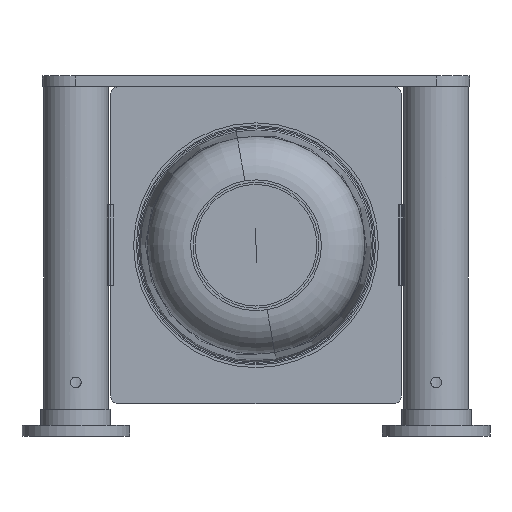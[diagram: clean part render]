
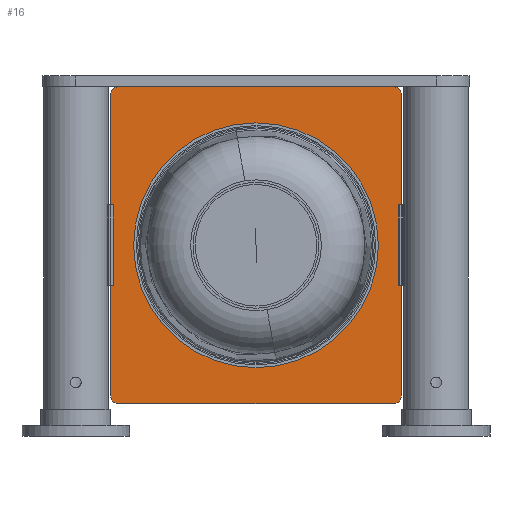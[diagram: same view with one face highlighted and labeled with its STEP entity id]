
A CAD part, front view. The second image highlights one B-rep face of the part: STEP entity #16.
In plain terms, the highlighted planar face has unit normal (0, -1, 0).
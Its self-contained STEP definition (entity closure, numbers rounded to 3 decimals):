
#16 = ADVANCED_FACE ( 'NONE', ( #8065, #1579 ), #5225, .T. ) ;
#121 = DIRECTION ( 'NONE',  ( -1., 0., 0. ) ) ;
#223 = DIRECTION ( 'NONE',  ( -1., 0., 0. ) ) ;
#301 = CARTESIAN_POINT ( 'NONE',  ( -54., 3.5, 117. ) ) ;
#353 = CARTESIAN_POINT ( 'NONE',  ( 53., 3.5, 76. ) ) ;
#550 = EDGE_CURVE ( 'NONE', #1238, #3884, #6464, .T. ) ;
#641 = CARTESIAN_POINT ( 'NONE',  ( 44.5, 3.5, 61. ) ) ;
#731 = CARTESIAN_POINT ( 'NONE',  ( -54., 3.5, 117. ) ) ;
#735 = VERTEX_POINT ( 'NONE', #641 ) ;
#736 = AXIS2_PLACEMENT_3D ( 'NONE', #7759, #2123, #2691 ) ;
#798 = VERTEX_POINT ( 'NONE', #882 ) ;
#799 = CARTESIAN_POINT ( 'NONE',  ( -54., 3.5, 46. ) ) ;
#882 = CARTESIAN_POINT ( 'NONE',  ( 53., 3.5, 46. ) ) ;
#900 = DIRECTION ( 'NONE',  ( 1., 0., 0. ) ) ;
#998 = CIRCLE ( 'NONE', #3267, 3. ) ;
#1021 = LINE ( 'NONE', #6658, #1619 ) ;
#1063 = CARTESIAN_POINT ( 'NONE',  ( -51., 3.5, 120. ) ) ;
#1200 = VECTOR ( 'NONE', #900, 1000. ) ;
#1238 = VERTEX_POINT ( 'NONE', #3533 ) ;
#1413 = CARTESIAN_POINT ( 'NONE',  ( 51., 3.5, 117. ) ) ;
#1439 = VECTOR ( 'NONE', #5754, 1000. ) ;
#1484 = EDGE_CURVE ( 'NONE', #2766, #6495, #7645, .T. ) ;
#1579 = FACE_BOUND ( 'NONE', #9302, .T. ) ;
#1598 = LINE ( 'NONE', #4337, #7647 ) ;
#1619 = VECTOR ( 'NONE', #6132, 1000. ) ;
#1624 = ORIENTED_EDGE ( 'NONE', *, *, #5035, .F. ) ;
#1654 = CIRCLE ( 'NONE', #736, 44.5 ) ;
#1689 = CARTESIAN_POINT ( 'NONE',  ( 54., 3.5, 76. ) ) ;
#1791 = VERTEX_POINT ( 'NONE', #2061 ) ;
#1799 = DIRECTION ( 'NONE',  ( 0., 1., 0. ) ) ;
#1817 = CARTESIAN_POINT ( 'NONE',  ( 54., 3.5, 117. ) ) ;
#1950 = ORIENTED_EDGE ( 'NONE', *, *, #550, .F. ) ;
#1986 = CARTESIAN_POINT ( 'NONE',  ( -51., 3.5, 117. ) ) ;
#2061 = CARTESIAN_POINT ( 'NONE',  ( -51., 3.5, 2. ) ) ;
#2120 = LINE ( 'NONE', #6611, #1439 ) ;
#2123 = DIRECTION ( 'NONE',  ( 0., 1., 0. ) ) ;
#2391 = LINE ( 'NONE', #301, #6134 ) ;
#2430 = ORIENTED_EDGE ( 'NONE', *, *, #5994, .F. ) ;
#2451 = ORIENTED_EDGE ( 'NONE', *, *, #5534, .F. ) ;
#2535 = VERTEX_POINT ( 'NONE', #3920 ) ;
#2660 = DIRECTION ( 'NONE',  ( 0., 1., 0. ) ) ;
#2691 = DIRECTION ( 'NONE',  ( -1., 0., 0. ) ) ;
#2733 = DIRECTION ( 'NONE',  ( -1., 0., 0. ) ) ;
#2766 = VERTEX_POINT ( 'NONE', #4244 ) ;
#2780 = DIRECTION ( 'NONE',  ( 0., 0., -1. ) ) ;
#2870 = DIRECTION ( 'NONE',  ( -1., 0., 0. ) ) ;
#2873 = CARTESIAN_POINT ( 'NONE',  ( 0., 3.5, 61. ) ) ;
#2977 = EDGE_CURVE ( 'NONE', #4422, #4209, #3813, .T. ) ;
#2983 = LINE ( 'NONE', #799, #1200 ) ;
#3014 = ORIENTED_EDGE ( 'NONE', *, *, #1484, .F. ) ;
#3108 = EDGE_CURVE ( 'NONE', #5257, #6034, #3156, .T. ) ;
#3156 = LINE ( 'NONE', #9126, #7601 ) ;
#3233 = CARTESIAN_POINT ( 'NONE',  ( -51., 3.5, 5. ) ) ;
#3264 = CARTESIAN_POINT ( 'NONE',  ( 54., 3.5, 46. ) ) ;
#3267 = AXIS2_PLACEMENT_3D ( 'NONE', #3233, #2660, #5500 ) ;
#3276 = DIRECTION ( 'NONE',  ( 0., 0., -1. ) ) ;
#3285 = ORIENTED_EDGE ( 'NONE', *, *, #6505, .T. ) ;
#3343 = CARTESIAN_POINT ( 'NONE',  ( -54., 3.5, 46. ) ) ;
#3355 = CARTESIAN_POINT ( 'NONE',  ( 53., 3.5, 76. ) ) ;
#3388 = CARTESIAN_POINT ( 'NONE',  ( -53., 3.5, 76. ) ) ;
#3434 = DIRECTION ( 'NONE',  ( 1., 0., 0. ) ) ;
#3479 = DIRECTION ( 'NONE',  ( 0., 0., 1. ) ) ;
#3490 = LINE ( 'NONE', #3355, #4418 ) ;
#3533 = CARTESIAN_POINT ( 'NONE',  ( -54., 3.5, 5. ) ) ;
#3606 = CIRCLE ( 'NONE', #8005, 3. ) ;
#3611 = ORIENTED_EDGE ( 'NONE', *, *, #4954, .F. ) ;
#3645 = VERTEX_POINT ( 'NONE', #5737 ) ;
#3813 = LINE ( 'NONE', #1689, #3957 ) ;
#3884 = VERTEX_POINT ( 'NONE', #3343 ) ;
#3920 = CARTESIAN_POINT ( 'NONE',  ( 51., 3.5, 120. ) ) ;
#3957 = VECTOR ( 'NONE', #121, 1000. ) ;
#4056 = LINE ( 'NONE', #6949, #8256 ) ;
#4131 = AXIS2_PLACEMENT_3D ( 'NONE', #5084, #4468, #7973 ) ;
#4203 = EDGE_CURVE ( 'NONE', #6939, #4422, #1021, .T. ) ;
#4209 = VERTEX_POINT ( 'NONE', #353 ) ;
#4244 = CARTESIAN_POINT ( 'NONE',  ( 54., 3.5, 5. ) ) ;
#4256 = VERTEX_POINT ( 'NONE', #1063 ) ;
#4270 = ORIENTED_EDGE ( 'NONE', *, *, #7776, .F. ) ;
#4314 = CIRCLE ( 'NONE', #5066, 44.5 ) ;
#4337 = CARTESIAN_POINT ( 'NONE',  ( -51., 3.5, 2. ) ) ;
#4349 = ORIENTED_EDGE ( 'NONE', *, *, #8471, .F. ) ;
#4410 = ORIENTED_EDGE ( 'NONE', *, *, #8539, .F. ) ;
#4418 = VECTOR ( 'NONE', #4921, 1000. ) ;
#4422 = VERTEX_POINT ( 'NONE', #6889 ) ;
#4468 = DIRECTION ( 'NONE',  ( 0., -1., 0. ) ) ;
#4529 = ORIENTED_EDGE ( 'NONE', *, *, #3108, .T. ) ;
#4682 = CARTESIAN_POINT ( 'NONE',  ( -54., 3.5, 76. ) ) ;
#4850 = VERTEX_POINT ( 'NONE', #9012 ) ;
#4915 = VECTOR ( 'NONE', #2780, 1000. ) ;
#4921 = DIRECTION ( 'NONE',  ( 0., 0., -1. ) ) ;
#4937 = AXIS2_PLACEMENT_3D ( 'NONE', #1986, #7902, #9288 ) ;
#4954 = EDGE_CURVE ( 'NONE', #4209, #798, #3490, .T. ) ;
#4958 = LINE ( 'NONE', #3388, #4915 ) ;
#4969 = ORIENTED_EDGE ( 'NONE', *, *, #2977, .F. ) ;
#5035 = EDGE_CURVE ( 'NONE', #5349, #4256, #8504, .T. ) ;
#5061 = DIRECTION ( 'NONE',  ( 0., 1., 0. ) ) ;
#5066 = AXIS2_PLACEMENT_3D ( 'NONE', #2873, #8563, #2733 ) ;
#5084 = CARTESIAN_POINT ( 'NONE',  ( -51., 3.5, 117. ) ) ;
#5225 = PLANE ( 'NONE',  #4131 ) ;
#5257 = VERTEX_POINT ( 'NONE', #4682 ) ;
#5349 = VERTEX_POINT ( 'NONE', #6190 ) ;
#5408 = EDGE_CURVE ( 'NONE', #6034, #4850, #4958, .T. ) ;
#5474 = DIRECTION ( 'NONE',  ( 1., 0., 0. ) ) ;
#5500 = DIRECTION ( 'NONE',  ( 1., 0., 0. ) ) ;
#5521 = EDGE_CURVE ( 'NONE', #7911, #798, #4056, .T. ) ;
#5534 = EDGE_CURVE ( 'NONE', #4256, #2535, #2120, .T. ) ;
#5600 = ORIENTED_EDGE ( 'NONE', *, *, #5408, .T. ) ;
#5737 = CARTESIAN_POINT ( 'NONE',  ( -44.5, 3.5, 61. ) ) ;
#5754 = DIRECTION ( 'NONE',  ( 1., 0., 0. ) ) ;
#5958 = ORIENTED_EDGE ( 'NONE', *, *, #8076, .T. ) ;
#5994 = EDGE_CURVE ( 'NONE', #5257, #5349, #2391, .T. ) ;
#6034 = VERTEX_POINT ( 'NONE', #8655 ) ;
#6104 = CARTESIAN_POINT ( 'NONE',  ( 54., 3.5, 117. ) ) ;
#6132 = DIRECTION ( 'NONE',  ( 0., 0., -1. ) ) ;
#6134 = VECTOR ( 'NONE', #8158, 1000. ) ;
#6190 = CARTESIAN_POINT ( 'NONE',  ( -54., 3.5, 117. ) ) ;
#6434 = DIRECTION ( 'NONE',  ( -1., 0., 0. ) ) ;
#6464 = LINE ( 'NONE', #731, #8836 ) ;
#6495 = VERTEX_POINT ( 'NONE', #9375 ) ;
#6505 = EDGE_CURVE ( 'NONE', #735, #3645, #4314, .T. ) ;
#6611 = CARTESIAN_POINT ( 'NONE',  ( -51., 3.5, 120. ) ) ;
#6637 = EDGE_CURVE ( 'NONE', #6495, #1791, #1598, .T. ) ;
#6658 = CARTESIAN_POINT ( 'NONE',  ( 54., 3.5, 117. ) ) ;
#6889 = CARTESIAN_POINT ( 'NONE',  ( 54., 3.5, 76. ) ) ;
#6939 = VERTEX_POINT ( 'NONE', #6104 ) ;
#6949 = CARTESIAN_POINT ( 'NONE',  ( 54., 3.5, 46. ) ) ;
#7076 = EDGE_LOOP ( 'NONE', ( #4529, #5600, #4270, #1950, #4349, #8910, #3014, #4410, #8300, #3611, #4969, #9024, #8474, #2451, #1624, #2430 ) ) ;
#7601 = VECTOR ( 'NONE', #5474, 1000. ) ;
#7612 = EDGE_CURVE ( 'NONE', #2535, #6939, #3606, .T. ) ;
#7645 = CIRCLE ( 'NONE', #8695, 3. ) ;
#7647 = VECTOR ( 'NONE', #223, 1000. ) ;
#7759 = CARTESIAN_POINT ( 'NONE',  ( 0., 3.5, 61. ) ) ;
#7776 = EDGE_CURVE ( 'NONE', #3884, #4850, #2983, .T. ) ;
#7806 = VECTOR ( 'NONE', #3276, 1000. ) ;
#7902 = DIRECTION ( 'NONE',  ( 0., 1., 0. ) ) ;
#7911 = VERTEX_POINT ( 'NONE', #3264 ) ;
#7973 = DIRECTION ( 'NONE',  ( 1., 0., 0. ) ) ;
#8005 = AXIS2_PLACEMENT_3D ( 'NONE', #1413, #5061, #6434 ) ;
#8065 = FACE_OUTER_BOUND ( 'NONE', #7076, .T. ) ;
#8076 = EDGE_CURVE ( 'NONE', #3645, #735, #1654, .T. ) ;
#8158 = DIRECTION ( 'NONE',  ( 0., 0., 1. ) ) ;
#8256 = VECTOR ( 'NONE', #2870, 1000. ) ;
#8281 = CARTESIAN_POINT ( 'NONE',  ( 51., 3.5, 5. ) ) ;
#8297 = LINE ( 'NONE', #1817, #7806 ) ;
#8300 = ORIENTED_EDGE ( 'NONE', *, *, #5521, .T. ) ;
#8471 = EDGE_CURVE ( 'NONE', #1791, #1238, #998, .T. ) ;
#8474 = ORIENTED_EDGE ( 'NONE', *, *, #7612, .F. ) ;
#8504 = CIRCLE ( 'NONE', #4937, 3. ) ;
#8539 = EDGE_CURVE ( 'NONE', #7911, #2766, #8297, .T. ) ;
#8563 = DIRECTION ( 'NONE',  ( 0., 1., 0. ) ) ;
#8655 = CARTESIAN_POINT ( 'NONE',  ( -53., 3.5, 76. ) ) ;
#8695 = AXIS2_PLACEMENT_3D ( 'NONE', #8281, #1799, #3434 ) ;
#8836 = VECTOR ( 'NONE', #3479, 1000. ) ;
#8910 = ORIENTED_EDGE ( 'NONE', *, *, #6637, .F. ) ;
#9012 = CARTESIAN_POINT ( 'NONE',  ( -53., 3.5, 46. ) ) ;
#9024 = ORIENTED_EDGE ( 'NONE', *, *, #4203, .F. ) ;
#9126 = CARTESIAN_POINT ( 'NONE',  ( -54., 3.5, 76. ) ) ;
#9288 = DIRECTION ( 'NONE',  ( 1., 0., 0. ) ) ;
#9302 = EDGE_LOOP ( 'NONE', ( #5958, #3285 ) ) ;
#9375 = CARTESIAN_POINT ( 'NONE',  ( 51., 3.5, 2. ) ) ;
